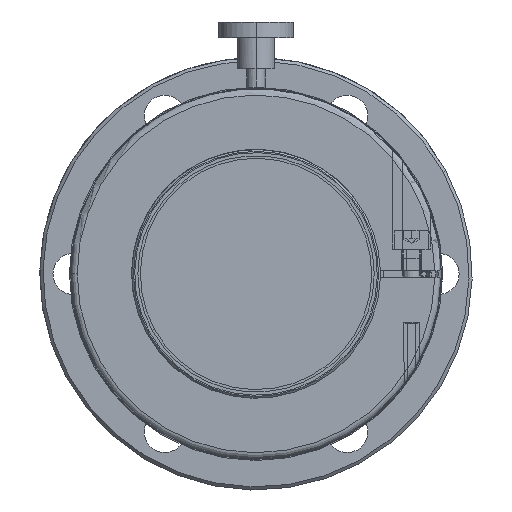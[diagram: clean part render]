
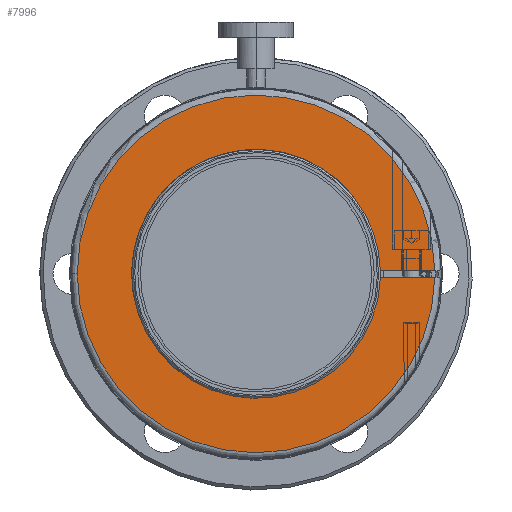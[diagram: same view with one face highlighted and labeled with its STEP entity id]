
A CAD part, front view. The second image highlights one B-rep face of the part: STEP entity #7996.
In plain terms, the highlighted planar face has unit normal (0, -1, 0).
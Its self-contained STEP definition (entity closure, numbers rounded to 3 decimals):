
#7284=AXIS2_PLACEMENT_3D('Circle Axis2P3D',#7282,#7283,$) ;
#7489=AXIS2_PLACEMENT_3D('Circle Axis2P3D',#7487,#7488,$) ;
#7717=AXIS2_PLACEMENT_3D('Circle Axis2P3D',#7715,#7716,$) ;
#7842=AXIS2_PLACEMENT_3D('Circle Axis2P3D',#7840,#7841,$) ;
#7860=AXIS2_PLACEMENT_3D('Circle Axis2P3D',#7858,#7859,$) ;
#7985=AXIS2_PLACEMENT_3D('Plane Axis2P3D',#7982,#7983,#7984) ;
#7166=CARTESIAN_POINT('Line Origine',(24.37,-1111.,0.5)) ;
#7170=CARTESIAN_POINT('Vertex',(19.994,-1111.,0.5)) ;
#7172=CARTESIAN_POINT('Vertex',(28.746,-1111.,0.5)) ;
#7282=CARTESIAN_POINT('Axis2P3D Location',(0.,-1111.,0.)) ;
#7286=CARTESIAN_POINT('Vertex',(17.552,-1111.,9.589)) ;
#7487=CARTESIAN_POINT('Axis2P3D Location',(0.,-1111.,0.)) ;
#7491=CARTESIAN_POINT('Vertex',(-17.552,-1111.,-9.589)) ;
#7547=CARTESIAN_POINT('Line Origine',(24.37,-1111.,-0.5)) ;
#7551=CARTESIAN_POINT('Vertex',(28.746,-1111.,-0.5)) ;
#7553=CARTESIAN_POINT('Vertex',(19.994,-1111.,-0.5)) ;
#7715=CARTESIAN_POINT('Axis2P3D Location',(0.,-1111.,0.)) ;
#7719=CARTESIAN_POINT('Vertex',(-28.75,-1111.,0.)) ;
#7840=CARTESIAN_POINT('Axis2P3D Location',(0.,-1111.,0.)) ;
#7858=CARTESIAN_POINT('Axis2P3D Location',(0.,-1111.,0.)) ;
#7982=CARTESIAN_POINT('Axis2P3D Location',(0.,-1111.,0.)) ;
#7167=DIRECTION('Vector Direction',(-1.,0.,0.)) ;
#7283=DIRECTION('Axis2P3D Direction',(0.,-1.,0.)) ;
#7488=DIRECTION('Axis2P3D Direction',(0.,-1.,0.)) ;
#7548=DIRECTION('Vector Direction',(1.,0.,0.)) ;
#7716=DIRECTION('Axis2P3D Direction',(0.,1.,0.)) ;
#7841=DIRECTION('Axis2P3D Direction',(0.,-1.,0.)) ;
#7859=DIRECTION('Axis2P3D Direction',(0.,1.,0.)) ;
#7983=DIRECTION('Axis2P3D Direction',(0.,1.,0.)) ;
#7984=DIRECTION('Axis2P3D XDirection',(1.,0.,0.)) ;
#7168=VECTOR('Line Direction',#7167,1.) ;
#7549=VECTOR('Line Direction',#7548,1.) ;
#7988=ORIENTED_EDGE('',*,*,#7555,.T.) ;
#7989=ORIENTED_EDGE('',*,*,#7844,.T.) ;
#7990=ORIENTED_EDGE('',*,*,#7493,.T.) ;
#7991=ORIENTED_EDGE('',*,*,#7288,.T.) ;
#7992=ORIENTED_EDGE('',*,*,#7174,.T.) ;
#7993=ORIENTED_EDGE('',*,*,#7862,.F.) ;
#7994=ORIENTED_EDGE('',*,*,#7721,.F.) ;
#7996=ADVANCED_FACE('Hauptk\X2\00F6\X0\rper',(#7995),#7986,.F.) ;
#7285=CIRCLE('generated circle',#7284,20.) ;
#7490=CIRCLE('generated circle',#7489,20.) ;
#7718=CIRCLE('generated circle',#7717,28.75) ;
#7843=CIRCLE('generated circle',#7842,20.) ;
#7861=CIRCLE('generated circle',#7860,28.75) ;
#7174=EDGE_CURVE('',#7171,#7173,#7169,.F.) ;
#7288=EDGE_CURVE('',#7287,#7171,#7285,.F.) ;
#7493=EDGE_CURVE('',#7492,#7287,#7490,.F.) ;
#7555=EDGE_CURVE('',#7552,#7554,#7550,.F.) ;
#7721=EDGE_CURVE('',#7552,#7720,#7718,.T.) ;
#7844=EDGE_CURVE('',#7554,#7492,#7843,.F.) ;
#7862=EDGE_CURVE('',#7720,#7173,#7861,.T.) ;
#7987=EDGE_LOOP('',(#7988,#7989,#7990,#7991,#7992,#7993,#7994)) ;
#7995=FACE_OUTER_BOUND('',#7987,.T.) ;
#7169=LINE('Line',#7166,#7168) ;
#7550=LINE('Line',#7547,#7549) ;
#7986=PLANE('',#7985) ;
#7171=VERTEX_POINT('',#7170) ;
#7173=VERTEX_POINT('',#7172) ;
#7287=VERTEX_POINT('',#7286) ;
#7492=VERTEX_POINT('',#7491) ;
#7552=VERTEX_POINT('',#7551) ;
#7554=VERTEX_POINT('',#7553) ;
#7720=VERTEX_POINT('',#7719) ;
